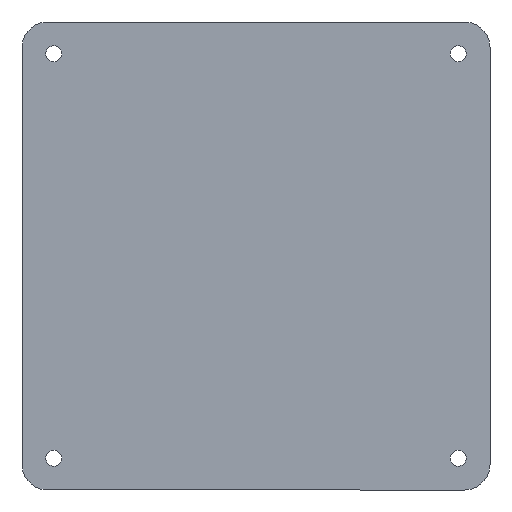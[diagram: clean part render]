
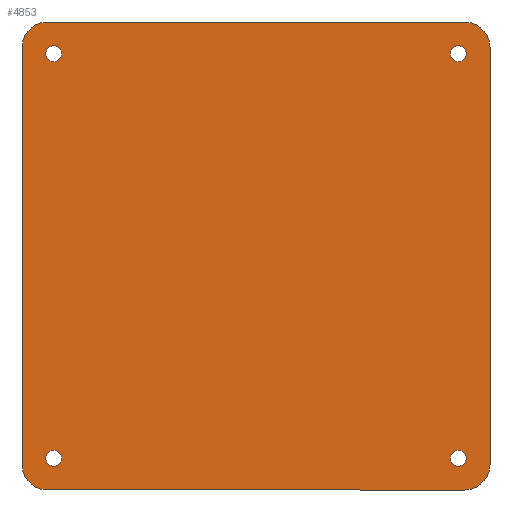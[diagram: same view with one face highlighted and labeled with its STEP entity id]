
A CAD part, front view. The second image highlights one B-rep face of the part: STEP entity #4853.
In plain terms, the highlighted planar face has unit normal (0, -1, 0).
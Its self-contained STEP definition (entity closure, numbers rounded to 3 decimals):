
#22 = CARTESIAN_POINT ( 'NONE',  ( -73.5, -4., 75.5 ) ) ;
#54 = CARTESIAN_POINT ( 'NONE',  ( 65.5, -4., 83.5 ) ) ;
#65 = DIRECTION ( 'NONE',  ( 0., 0., -1. ) ) ;
#83 = CARTESIAN_POINT ( 'NONE',  ( 65.5, -4., -63.5 ) ) ;
#152 = AXIS2_PLACEMENT_3D ( 'NONE', #6569, #7867, #3295 ) ;
#205 = CARTESIAN_POINT ( 'NONE',  ( -63.5, -4., -51. ) ) ;
#221 = DIRECTION ( 'NONE',  ( 0., 0., 1. ) ) ;
#230 = EDGE_CURVE ( 'NONE', #3025, #6311, #5066, .T. ) ;
#253 = DIRECTION ( 'NONE',  ( 0., -1., 0. ) ) ;
#287 = EDGE_CURVE ( 'NONE', #2896, #5528, #8166, .T. ) ;
#430 = DIRECTION ( 'NONE',  ( 0., 0., -1. ) ) ;
#462 = FACE_BOUND ( 'NONE', #938, .T. ) ;
#475 = CARTESIAN_POINT ( 'NONE',  ( -63.5, -4., 73.5 ) ) ;
#502 = DIRECTION ( 'NONE',  ( 0., -1., 0. ) ) ;
#562 = DIRECTION ( 'NONE',  ( 0., 0., 1. ) ) ;
#588 = CARTESIAN_POINT ( 'NONE',  ( 63.5, -4., 71. ) ) ;
#596 = AXIS2_PLACEMENT_3D ( 'NONE', #2924, #7550, #842 ) ;
#680 = CIRCLE ( 'NONE', #3183, 2.5 ) ;
#685 = DIRECTION ( 'NONE',  ( 0., 0., 1. ) ) ;
#712 = EDGE_CURVE ( 'NONE', #6212, #5673, #2099, .T. ) ;
#714 = CARTESIAN_POINT ( 'NONE',  ( -65.5, -4., -55.5 ) ) ;
#842 = DIRECTION ( 'NONE',  ( 0., 0., 1. ) ) ;
#880 = EDGE_CURVE ( 'NONE', #2184, #1125, #7488, .T. ) ;
#890 = ORIENTED_EDGE ( 'NONE', *, *, #7436, .T. ) ;
#938 = EDGE_LOOP ( 'NONE', ( #6169, #8220 ) ) ;
#1041 = ORIENTED_EDGE ( 'NONE', *, *, #5958, .T. ) ;
#1125 = VERTEX_POINT ( 'NONE', #6739 ) ;
#1157 = PLANE ( 'NONE',  #8293 ) ;
#1297 = DIRECTION ( 'NONE',  ( 0., 1., 0. ) ) ;
#1313 = ORIENTED_EDGE ( 'NONE', *, *, #4746, .T. ) ;
#1387 = DIRECTION ( 'NONE',  ( 0., 1., 0. ) ) ;
#1450 = CARTESIAN_POINT ( 'NONE',  ( -73.5, -4., -55.5 ) ) ;
#1524 = DIRECTION ( 'NONE',  ( -1., 0., 0. ) ) ;
#1609 = LINE ( 'NONE', #4864, #6482 ) ;
#1640 = EDGE_LOOP ( 'NONE', ( #7637, #1313 ) ) ;
#1681 = VERTEX_POINT ( 'NONE', #7053 ) ;
#1936 = VECTOR ( 'NONE', #1524, 1000. ) ;
#1959 = CARTESIAN_POINT ( 'NONE',  ( 63.5, -4., 73.5 ) ) ;
#1999 = VERTEX_POINT ( 'NONE', #7017 ) ;
#2032 = DIRECTION ( 'NONE',  ( 0., 1., 0. ) ) ;
#2086 = CIRCLE ( 'NONE', #4009, 2.5 ) ;
#2099 = CIRCLE ( 'NONE', #5553, 2.5 ) ;
#2173 = CARTESIAN_POINT ( 'NONE',  ( -65.5, -4., 75.5 ) ) ;
#2184 = VERTEX_POINT ( 'NONE', #83 ) ;
#2369 = EDGE_CURVE ( 'NONE', #1125, #2896, #4806, .T. ) ;
#2376 = VERTEX_POINT ( 'NONE', #8122 ) ;
#2396 = VECTOR ( 'NONE', #5537, 1000. ) ;
#2400 = VERTEX_POINT ( 'NONE', #205 ) ;
#2489 = CIRCLE ( 'NONE', #2897, 8. ) ;
#2554 = CARTESIAN_POINT ( 'NONE',  ( 65.5, -4., 75.5 ) ) ;
#2666 = DIRECTION ( 'NONE',  ( 0., -1., 0. ) ) ;
#2759 = CIRCLE ( 'NONE', #5675, 2.5 ) ;
#2781 = VECTOR ( 'NONE', #4504, 1000. ) ;
#2809 = DIRECTION ( 'NONE',  ( 0., 1., 0. ) ) ;
#2829 = CARTESIAN_POINT ( 'NONE',  ( -73.5, -4., 83.5 ) ) ;
#2868 = DIRECTION ( 'NONE',  ( 0., 1., 0. ) ) ;
#2885 = ORIENTED_EDGE ( 'NONE', *, *, #5104, .T. ) ;
#2896 = VERTEX_POINT ( 'NONE', #7708 ) ;
#2897 = AXIS2_PLACEMENT_3D ( 'NONE', #714, #2666, #65 ) ;
#2924 = CARTESIAN_POINT ( 'NONE',  ( -63.5, -4., 73.5 ) ) ;
#2992 = VERTEX_POINT ( 'NONE', #7090 ) ;
#3025 = VERTEX_POINT ( 'NONE', #22 ) ;
#3028 = VERTEX_POINT ( 'NONE', #588 ) ;
#3075 = CARTESIAN_POINT ( 'NONE',  ( -65.5, -4., 83.5 ) ) ;
#3116 = DIRECTION ( 'NONE',  ( 0., 0., -1. ) ) ;
#3155 = DIRECTION ( 'NONE',  ( 0., 1., 0. ) ) ;
#3183 = AXIS2_PLACEMENT_3D ( 'NONE', #5789, #3155, #7655 ) ;
#3200 = FACE_OUTER_BOUND ( 'NONE', #8240, .T. ) ;
#3295 = DIRECTION ( 'NONE',  ( 0., 0., -1. ) ) ;
#3308 = EDGE_CURVE ( 'NONE', #5673, #6212, #4873, .T. ) ;
#3310 = ORIENTED_EDGE ( 'NONE', *, *, #230, .T. ) ;
#3326 = CIRCLE ( 'NONE', #7870, 2.5 ) ;
#3458 = CARTESIAN_POINT ( 'NONE',  ( -63.5, -4., -53.5 ) ) ;
#3621 = ORIENTED_EDGE ( 'NONE', *, *, #287, .T. ) ;
#4009 = AXIS2_PLACEMENT_3D ( 'NONE', #5359, #6095, #4761 ) ;
#4291 = AXIS2_PLACEMENT_3D ( 'NONE', #1959, #1387, #8448 ) ;
#4334 = EDGE_LOOP ( 'NONE', ( #890, #6584 ) ) ;
#4454 = AXIS2_PLACEMENT_3D ( 'NONE', #2554, #7818, #430 ) ;
#4504 = DIRECTION ( 'NONE',  ( 0., 0., -1. ) ) ;
#4631 = ORIENTED_EDGE ( 'NONE', *, *, #2369, .T. ) ;
#4677 = VERTEX_POINT ( 'NONE', #5182 ) ;
#4719 = ORIENTED_EDGE ( 'NONE', *, *, #5790, .T. ) ;
#4736 = CARTESIAN_POINT ( 'NONE',  ( 63.5, -4., 73.5 ) ) ;
#4746 = EDGE_CURVE ( 'NONE', #1681, #2992, #680, .T. ) ;
#4761 = DIRECTION ( 'NONE',  ( 0., 0., 1. ) ) ;
#4806 = LINE ( 'NONE', #5491, #2396 ) ;
#4853 = ADVANCED_FACE ( 'NONE', ( #5140, #462, #7091, #5057, #3200 ), #1157, .T. ) ;
#4864 = CARTESIAN_POINT ( 'NONE',  ( -73.5, -4., -63.5 ) ) ;
#4873 = CIRCLE ( 'NONE', #596, 2.5 ) ;
#4896 = DIRECTION ( 'NONE',  ( 0., 0., -1. ) ) ;
#4984 = CIRCLE ( 'NONE', #7057, 2.5 ) ;
#4993 = ORIENTED_EDGE ( 'NONE', *, *, #6787, .T. ) ;
#5047 = ORIENTED_EDGE ( 'NONE', *, *, #880, .T. ) ;
#5057 = FACE_BOUND ( 'NONE', #4334, .T. ) ;
#5066 = LINE ( 'NONE', #6479, #2781 ) ;
#5104 = EDGE_CURVE ( 'NONE', #6311, #1999, #2489, .T. ) ;
#5140 = FACE_BOUND ( 'NONE', #6890, .T. ) ;
#5182 = CARTESIAN_POINT ( 'NONE',  ( -63.5, -4., -56. ) ) ;
#5359 = CARTESIAN_POINT ( 'NONE',  ( -63.5, -4., -53.5 ) ) ;
#5391 = AXIS2_PLACEMENT_3D ( 'NONE', #2173, #253, #4896 ) ;
#5445 = DIRECTION ( 'NONE',  ( 0., 0., 1. ) ) ;
#5491 = CARTESIAN_POINT ( 'NONE',  ( 73.5, -4., 83.5 ) ) ;
#5528 = VERTEX_POINT ( 'NONE', #54 ) ;
#5537 = DIRECTION ( 'NONE',  ( 0., 0., 1. ) ) ;
#5553 = AXIS2_PLACEMENT_3D ( 'NONE', #475, #1297, #562 ) ;
#5673 = VERTEX_POINT ( 'NONE', #6544 ) ;
#5675 = AXIS2_PLACEMENT_3D ( 'NONE', #4736, #2868, #221 ) ;
#5789 = CARTESIAN_POINT ( 'NONE',  ( 63.5, -4., -53.5 ) ) ;
#5790 = EDGE_CURVE ( 'NONE', #1999, #2184, #1609, .T. ) ;
#5835 = CARTESIAN_POINT ( 'NONE',  ( 0., -4., 0. ) ) ;
#5897 = EDGE_CURVE ( 'NONE', #2376, #3028, #2759, .T. ) ;
#5930 = CARTESIAN_POINT ( 'NONE',  ( 63.5, -4., -53.5 ) ) ;
#5958 = EDGE_CURVE ( 'NONE', #5528, #6179, #7456, .T. ) ;
#6095 = DIRECTION ( 'NONE',  ( 0., 1., 0. ) ) ;
#6169 = ORIENTED_EDGE ( 'NONE', *, *, #5897, .T. ) ;
#6179 = VERTEX_POINT ( 'NONE', #3075 ) ;
#6212 = VERTEX_POINT ( 'NONE', #7656 ) ;
#6311 = VERTEX_POINT ( 'NONE', #1450 ) ;
#6479 = CARTESIAN_POINT ( 'NONE',  ( -73.5, -4., 83.5 ) ) ;
#6482 = VECTOR ( 'NONE', #6668, 1000. ) ;
#6544 = CARTESIAN_POINT ( 'NONE',  ( -63.5, -4., 76. ) ) ;
#6569 = CARTESIAN_POINT ( 'NONE',  ( 65.5, -4., -55.5 ) ) ;
#6584 = ORIENTED_EDGE ( 'NONE', *, *, #7316, .T. ) ;
#6654 = ORIENTED_EDGE ( 'NONE', *, *, #3308, .T. ) ;
#6668 = DIRECTION ( 'NONE',  ( 1., 0., 0. ) ) ;
#6683 = EDGE_CURVE ( 'NONE', #3028, #2376, #6907, .T. ) ;
#6739 = CARTESIAN_POINT ( 'NONE',  ( 73.5, -4., -55.5 ) ) ;
#6787 = EDGE_CURVE ( 'NONE', #6179, #3025, #8145, .T. ) ;
#6890 = EDGE_LOOP ( 'NONE', ( #6654, #6965 ) ) ;
#6905 = EDGE_CURVE ( 'NONE', #2992, #1681, #4984, .T. ) ;
#6907 = CIRCLE ( 'NONE', #4291, 2.5 ) ;
#6965 = ORIENTED_EDGE ( 'NONE', *, *, #712, .T. ) ;
#7017 = CARTESIAN_POINT ( 'NONE',  ( -65.5, -4., -63.5 ) ) ;
#7053 = CARTESIAN_POINT ( 'NONE',  ( 63.5, -4., -56. ) ) ;
#7057 = AXIS2_PLACEMENT_3D ( 'NONE', #5930, #2032, #685 ) ;
#7090 = CARTESIAN_POINT ( 'NONE',  ( 63.5, -4., -51. ) ) ;
#7091 = FACE_BOUND ( 'NONE', #1640, .T. ) ;
#7316 = EDGE_CURVE ( 'NONE', #4677, #2400, #2086, .T. ) ;
#7436 = EDGE_CURVE ( 'NONE', #2400, #4677, #3326, .T. ) ;
#7456 = LINE ( 'NONE', #2829, #1936 ) ;
#7488 = CIRCLE ( 'NONE', #152, 8. ) ;
#7550 = DIRECTION ( 'NONE',  ( 0., 1., 0. ) ) ;
#7637 = ORIENTED_EDGE ( 'NONE', *, *, #6905, .T. ) ;
#7655 = DIRECTION ( 'NONE',  ( 0., 0., 1. ) ) ;
#7656 = CARTESIAN_POINT ( 'NONE',  ( -63.5, -4., 71. ) ) ;
#7708 = CARTESIAN_POINT ( 'NONE',  ( 73.5, -4., 75.5 ) ) ;
#7818 = DIRECTION ( 'NONE',  ( 0., -1., 0. ) ) ;
#7867 = DIRECTION ( 'NONE',  ( 0., -1., 0. ) ) ;
#7870 = AXIS2_PLACEMENT_3D ( 'NONE', #3458, #2809, #5445 ) ;
#8122 = CARTESIAN_POINT ( 'NONE',  ( 63.5, -4., 76. ) ) ;
#8145 = CIRCLE ( 'NONE', #5391, 8. ) ;
#8166 = CIRCLE ( 'NONE', #4454, 8. ) ;
#8220 = ORIENTED_EDGE ( 'NONE', *, *, #6683, .T. ) ;
#8240 = EDGE_LOOP ( 'NONE', ( #3310, #2885, #4719, #5047, #4631, #3621, #1041, #4993 ) ) ;
#8293 = AXIS2_PLACEMENT_3D ( 'NONE', #5835, #502, #3116 ) ;
#8448 = DIRECTION ( 'NONE',  ( 0., 0., 1. ) ) ;
